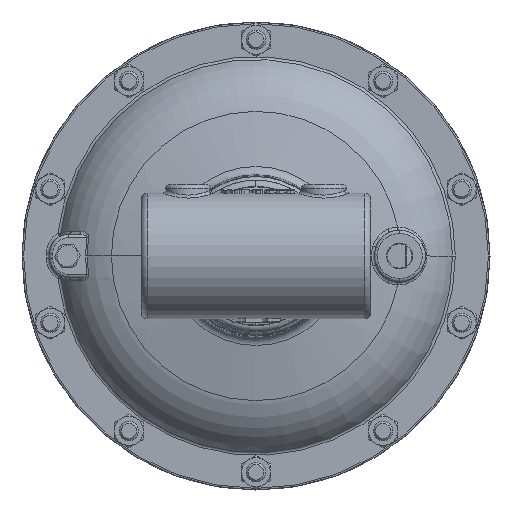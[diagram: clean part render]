
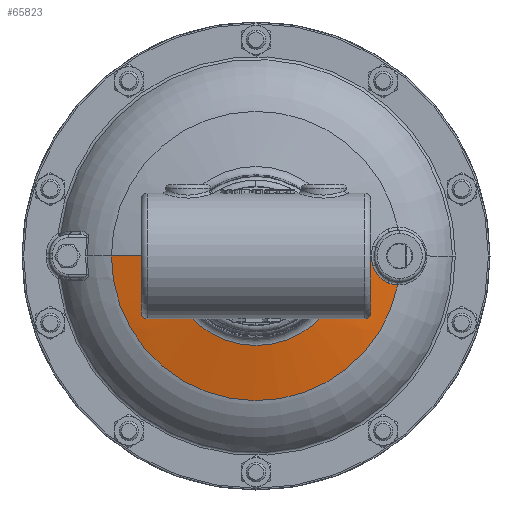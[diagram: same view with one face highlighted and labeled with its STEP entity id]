
A CAD part, front view. The second image highlights one B-rep face of the part: STEP entity #65823.
In plain terms, the highlighted spherical face has radius 300.038 mm.
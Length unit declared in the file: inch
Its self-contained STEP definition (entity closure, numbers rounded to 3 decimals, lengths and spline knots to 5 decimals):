
#977 = CARTESIAN_POINT ( 'NONE',  ( 2.74425, 5.43466, -0.55861 ) ) ;
#2135 = CARTESIAN_POINT ( 'NONE',  ( 2.4699, 5.36863, -0.47229 ) ) ;
#4364 = CARTESIAN_POINT ( 'NONE',  ( 2.23444, 5.31113, 0. ) ) ;
#5150 = B_SPLINE_CURVE_WITH_KNOTS ( 'NONE', 3,
 ( #977, #49329, #9058, #65594, #17149, #73730 ),
 .UNSPECIFIED., .F., .F.,
 ( 4, 2, 4 ),
 ( 0., 0.00256, 0.00513 ),
 .UNSPECIFIED. ) ;
#7650 = ORIENTED_EDGE ( 'NONE', *, *, #10229, .T. ) ;
#9058 = CARTESIAN_POINT ( 'NONE',  ( 2.67851, 5.41881, -0.55303 ) ) ;
#10223 = CARTESIAN_POINT ( 'NONE',  ( 2.39777, 5.35115, -0.41422 ) ) ;
#10225 = CARTESIAN_POINT ( 'NONE',  ( 0., 5.22562, 0. ) ) ;
#10229 = EDGE_CURVE ( 'NONE', #103754, #81936, #30935, .T. ) ;
#11503 = CIRCLE ( 'NONE', #36003, 1.73253 ) ;
#12448 = DIRECTION ( 'NONE',  ( 0., -1., 0. ) ) ;
#12775 = CIRCLE ( 'NONE', #30397, 11.8125 ) ;
#12786 = CARTESIAN_POINT ( 'NONE',  ( 0., 16.91038, 0. ) ) ;
#13501 = VERTEX_POINT ( 'NONE', #91321 ) ;
#13671 = DIRECTION ( 'NONE',  ( 0., 0., 1. ) ) ;
#15650 = EDGE_CURVE ( 'NONE', #77143, #79043, #74220, .T. ) ;
#16984 = AXIS2_PLACEMENT_3D ( 'NONE', #60880, #12448, #69000 ) ;
#17149 = CARTESIAN_POINT ( 'NONE',  ( 2.58311, 5.39587, -0.52911 ) ) ;
#18324 = CARTESIAN_POINT ( 'NONE',  ( 2.34927, 5.33933, -0.35687 ) ) ;
#18327 = DIRECTION ( 'NONE',  ( 1., 0., 0. ) ) ;
#20920 = DIRECTION ( 'NONE',  ( -1., 0., 0. ) ) ;
#21644 = CARTESIAN_POINT ( 'NONE',  ( 2.26415, 5.31845, -0.18993 ) ) ;
#26446 = CARTESIAN_POINT ( 'NONE',  ( 2.31783, 5.33164, -0.31001 ) ) ;
#28332 = CARTESIAN_POINT ( 'NONE',  ( 2.2543, 5.31603, -0.15913 ) ) ;
#30397 = AXIS2_PLACEMENT_3D ( 'NONE', #12786, #69330, #20920 ) ;
#30935 = B_SPLINE_CURVE_WITH_KNOTS ( 'NONE', 3,
 ( #36481, #28332, #92771, #93099, #44606, #101237, #52755, #4364 ),
 .UNSPECIFIED., .F., .F.,
 ( 4, 2, 2, 4 ),
 ( 0., 0.00244, 0.00367, 0.00489 ),
 .UNSPECIFIED. ) ;
#31669 = CIRCLE ( 'NONE', #16984, 2.80053 ) ;
#32983 = CARTESIAN_POINT ( 'NONE',  ( -2.80053, 5.43466, 0. ) ) ;
#34326 = EDGE_CURVE ( 'NONE', #81936, #86969, #12775, .T. ) ;
#34570 = CARTESIAN_POINT ( 'NONE',  ( 2.27577, 5.32132, -0.22626 ) ) ;
#36003 = AXIS2_PLACEMENT_3D ( 'NONE', #10225, #66785, #18327 ) ;
#36481 = CARTESIAN_POINT ( 'NONE',  ( 2.26415, 5.31845, -0.18993 ) ) ;
#43389 = ORIENTED_EDGE ( 'NONE', *, *, #34326, .T. ) ;
#44167 = EDGE_LOOP ( 'NONE', ( #100073, #102434, #94989, #44643, #7650, #43389, #50244 ) ) ;
#44606 = CARTESIAN_POINT ( 'NONE',  ( 2.23759, 5.31191, -0.06448 ) ) ;
#44643 = ORIENTED_EDGE ( 'NONE', *, *, #86406, .T. ) ;
#49329 = CARTESIAN_POINT ( 'NONE',  ( 2.71108, 5.42666, -0.55728 ) ) ;
#49667 = AXIS2_PLACEMENT_3D ( 'NONE', #62099, #13671, #70225 ) ;
#50244 = ORIENTED_EDGE ( 'NONE', *, *, #96798, .T. ) ;
#50509 = CARTESIAN_POINT ( 'NONE',  ( 2.48566, 5.37243, -0.4825 ) ) ;
#52755 = CARTESIAN_POINT ( 'NONE',  ( 2.23444, 5.31113, -0.01616 ) ) ;
#56952 = DIRECTION ( 'NONE',  ( 0., 0., 1. ) ) ;
#57861 = CARTESIAN_POINT ( 'NONE',  ( 2.23444, 5.31113, 0. ) ) ;
#58596 = CARTESIAN_POINT ( 'NONE',  ( 2.42497, 5.35776, -0.43938 ) ) ;
#60635 = CARTESIAN_POINT ( 'NONE',  ( 2.55232, 5.38847, -0.51632 ) ) ;
#60880 = CARTESIAN_POINT ( 'NONE',  ( 0., 5.43466, 0. ) ) ;
#62099 = CARTESIAN_POINT ( 'NONE',  ( 0., 16.91038, 0. ) ) ;
#65594 = CARTESIAN_POINT ( 'NONE',  ( 2.61452, 5.40342, -0.53894 ) ) ;
#65823 = ADVANCED_FACE ( 'NONE', ( #83149 ), #104624, .T. ) ;
#66418 = CARTESIAN_POINT ( 'NONE',  ( 2.53504, 5.38433, -0.50914 ) ) ;
#66551 = CARTESIAN_POINT ( 'NONE',  ( 0., 16.91038, 0. ) ) ;
#66779 = CARTESIAN_POINT ( 'NONE',  ( 2.36094, 5.34218, -0.37187 ) ) ;
#66785 = DIRECTION ( 'NONE',  ( 0., 1., 0. ) ) ;
#69000 = DIRECTION ( 'NONE',  ( -1., 0., 0. ) ) ;
#69330 = DIRECTION ( 'NONE',  ( 0., 0., -1. ) ) ;
#70225 = DIRECTION ( 'NONE',  ( 1., 0., 0. ) ) ;
#72209 = EDGE_CURVE ( 'NONE', #13501, #95120, #5150, .T. ) ;
#72779 = EDGE_CURVE ( 'NONE', #77143, #13501, #31669, .T. ) ;
#73730 = CARTESIAN_POINT ( 'NONE',  ( 2.55232, 5.38847, -0.51632 ) ) ;
#74220 = CIRCLE ( 'NONE', #49667, 11.8125 ) ;
#74898 = CARTESIAN_POINT ( 'NONE',  ( 2.32772, 5.33407, -0.32595 ) ) ;
#77143 = VERTEX_POINT ( 'NONE', #32983 ) ;
#78215 = CARTESIAN_POINT ( 'NONE',  ( -1.73253, 5.22562, 0. ) ) ;
#79043 = VERTEX_POINT ( 'NONE', #78215 ) ;
#81936 = VERTEX_POINT ( 'NONE', #57861 ) ;
#82371 = CARTESIAN_POINT ( 'NONE',  ( 2.55232, 5.38847, -0.51632 ) ) ;
#83082 = CARTESIAN_POINT ( 'NONE',  ( 2.29062, 5.32497, -0.26083 ) ) ;
#83149 = FACE_OUTER_BOUND ( 'NONE', #44167, .T. ) ;
#86406 = EDGE_CURVE ( 'NONE', #95120, #103754, #100176, .T. ) ;
#86969 = VERTEX_POINT ( 'NONE', #99204 ) ;
#88416 = AXIS2_PLACEMENT_3D ( 'NONE', #66551, #56952, #97305 ) ;
#91207 = CARTESIAN_POINT ( 'NONE',  ( 2.26415, 5.31845, -0.18993 ) ) ;
#91321 = CARTESIAN_POINT ( 'NONE',  ( 2.74425, 5.43466, -0.55861 ) ) ;
#92771 = CARTESIAN_POINT ( 'NONE',  ( 2.24691, 5.31421, -0.1279 ) ) ;
#93099 = CARTESIAN_POINT ( 'NONE',  ( 2.23946, 5.31237, -0.08041 ) ) ;
#94989 = ORIENTED_EDGE ( 'NONE', *, *, #72209, .T. ) ;
#95120 = VERTEX_POINT ( 'NONE', #60635 ) ;
#96798 = EDGE_CURVE ( 'NONE', #86969, #79043, #11503, .T. ) ;
#97305 = DIRECTION ( 'NONE',  ( 1., 0., 0. ) ) ;
#98965 = CARTESIAN_POINT ( 'NONE',  ( 2.51825, 5.38029, -0.50093 ) ) ;
#99204 = CARTESIAN_POINT ( 'NONE',  ( 1.73253, 5.22562, 0. ) ) ;
#100073 = ORIENTED_EDGE ( 'NONE', *, *, #15650, .F. ) ;
#100176 = B_SPLINE_CURVE_WITH_KNOTS ( 'NONE', 3,
 ( #82371, #66418, #98965, #50509, #2135, #58596, #10223, #66779, #18324, #74898, #26446, #83082, #34570, #91207 ),
 .UNSPECIFIED., .F., .F.,
 ( 4, 2, 2, 2, 2, 2, 4 ),
 ( 0., 0.00146, 0.00291, 0.00583, 0.00728, 0.00874, 0.01165 ),
 .UNSPECIFIED. ) ;
#101237 = CARTESIAN_POINT ( 'NONE',  ( 2.23507, 5.31129, -0.03238 ) ) ;
#102434 = ORIENTED_EDGE ( 'NONE', *, *, #72779, .T. ) ;
#103754 = VERTEX_POINT ( 'NONE', #21644 ) ;
#104624 = SPHERICAL_SURFACE ( 'NONE', #88416, 11.8125 ) ;
